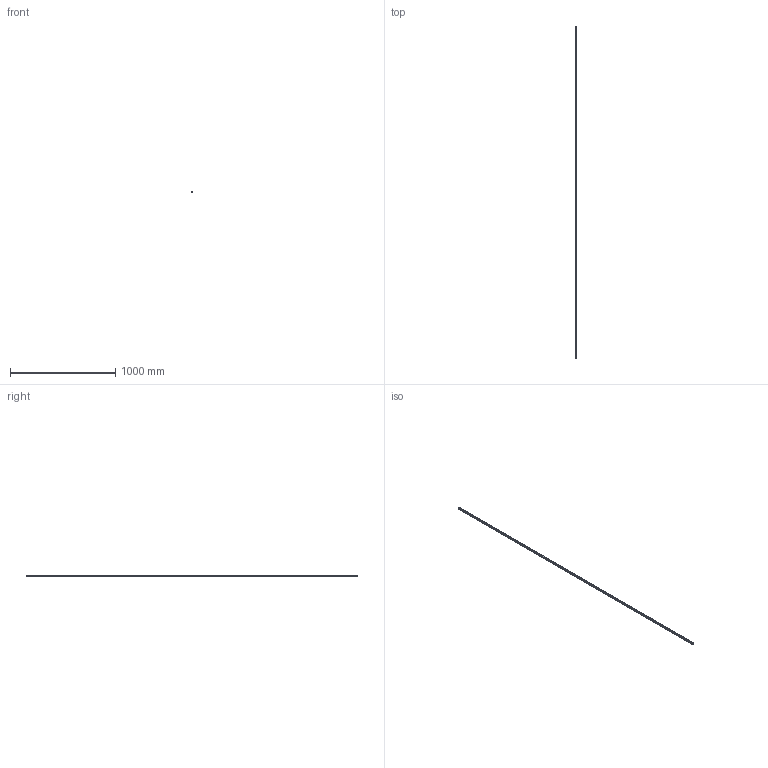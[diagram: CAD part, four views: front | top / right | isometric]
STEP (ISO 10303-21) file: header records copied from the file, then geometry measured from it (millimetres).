
FILE_DESCRIPTION(('STEP AP214'),'1');
FILE_NAME('cctmp_18DEA2B9-8504-4170-8B16-C49789C7E0FB_2020_4_23_10_8_30_593..stp','2020-04-23T08:08:31',('HIWIN GmbH'),('CADClick - www.CADClick.com'),'Spatial InterOp 3D',' ','unknown authorization');
FILE_SCHEMA(('AUTOMOTIVE_DESIGN'));
Length unit declared in the file: millimetre
Products named in the file (1): HGR15R3160H_FILE
Bounding box: 15 x 3160 x 15 mm (x, y, z)
Volume: 580471.7 mm3; surface area: 210449.9 mm2
Topology: 1 solids, 1 shells, 592 faces, 1281 edges, 854 vertices
Faces by surface type: cylinder 344, plane 248
Entity records: 21193 total; most frequent: DIRECTION 3155, CARTESIAN_POINT 2728, ORIENTED_EDGE 2562, AXIS2_PLACEMENT_3D 1281, EDGE_CURVE 1281, VERTEX_POINT 854, EDGE_LOOP 755, CIRCLE 688
